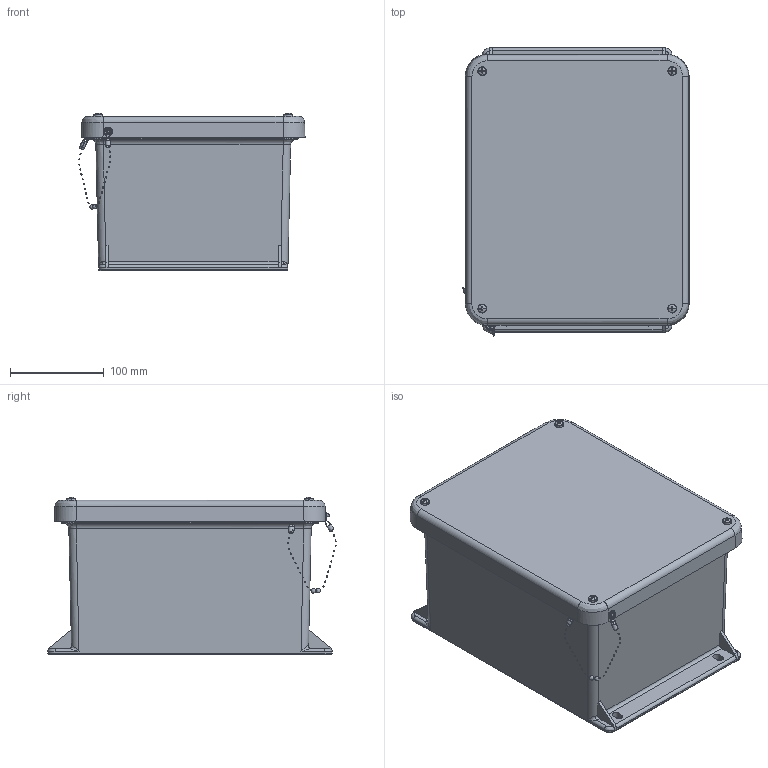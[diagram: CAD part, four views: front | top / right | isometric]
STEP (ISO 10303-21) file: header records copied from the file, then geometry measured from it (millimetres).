
FILE_DESCRIPTION (( 'STEP AP214' ), '1' );
FILE_NAME ('M100806W.STEP', '2018-11-07T14:41:53', ( '' ), ( '' ), 'SwSTEP 2.0', 'SolidWorks 2018', '' );
FILE_SCHEMA (( 'AUTOMOTIVE_DESIGN' ));
Length unit declared in the file: inch
Products named in the file (1): M100806W
Bounding box: 241.82 x 308.22 x 168.35 mm (x, y, z)
Volume: 1245978.8 mm3; surface area: 638168.4 mm2
Topology: 54 solids, 54 shells, 1327 faces, 3191 edges, 1979 vertices
Faces by surface type: cylinder 430, plane 334, bspline 295, cone 252, torus 16
Full cylindrical faces by diameter (mm): 2.64 x2, 3.175 x2, 3.2 x1, 3.556 x5, 3.861 x12, 3.967 x80, 4.039 x12, 4.762 x1, 4.763 x2, 4.826 x80, 6.858 x12, 7.188 x1, 7.95 x2, 9.525 x4
Entity records: 65336 total; most frequent: CARTESIAN_POINT 22387, ORIENTED_EDGE 5134, DIRECTION 4681, EDGE_CURVE 2567, AXIS2_PLACEMENT_3D 1872, EDGE_LOOP 1833, VERTEX_POINT 1792, FACE_OUTER_BOUND 1518
